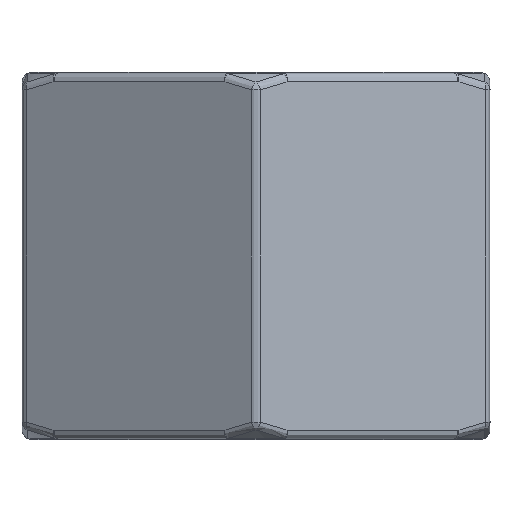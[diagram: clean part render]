
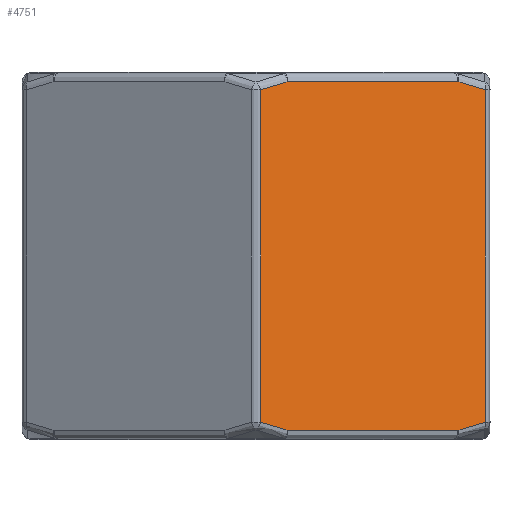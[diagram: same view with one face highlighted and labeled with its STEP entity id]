
A CAD part, left-side view. The second image highlights one B-rep face of the part: STEP entity #4751.
In plain terms, the highlighted planar face has unit normal (-0.866, -0.5, 0).
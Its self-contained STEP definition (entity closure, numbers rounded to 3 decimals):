
#278=B_SPLINE_CURVE_WITH_KNOTS('',3,(#7216,#7217,#7218,#7219,#7220,#7221,
#7222),.UNSPECIFIED.,.F.,.F.,(4,1,1,1,4),(0.,0.25,0.5,0.75,
1.),.UNSPECIFIED.);
#279=B_SPLINE_CURVE_WITH_KNOTS('',3,(#7228,#7229,#7230,#7231,#7232,#7233),
 .UNSPECIFIED.,.F.,.F.,(4,1,1,4),(0.,0.333,0.667,1.),
 .UNSPECIFIED.);
#280=B_SPLINE_CURVE_WITH_KNOTS('',3,(#7237,#7238,#7239,#7240,#7241,#7242,
#7243,#7244,#7245,#7246,#7247,#7248,#7249,#7250,#7251,#7252),
 .UNSPECIFIED.,.F.,.F.,(4,3,3,3,3,4),(0.,0.333,0.389,
0.667,0.814,1.),.UNSPECIFIED.);
#281=B_SPLINE_CURVE_WITH_KNOTS('',3,(#7257,#7258,#7259,#7260,#7261,#7262,
#7263,#7264,#7265,#7266,#7267,#7268,#7269,#7270,#7271,#7272,#7273,#7274,
#7275),.UNSPECIFIED.,.F.,.F.,(4,3,3,3,3,3,4),(0.,0.233,0.25,
0.5,0.75,0.777,1.),.UNSPECIFIED.);
#543=FACE_OUTER_BOUND('',#855,.T.);
#855=EDGE_LOOP('',(#3348,#3349,#3350,#3351,#3352,#3353,#3354,#3355));
#1223=LINE('',#7235,#1547);
#1224=LINE('',#7253,#1548);
#1225=LINE('',#7255,#1549);
#1226=LINE('',#7276,#1550);
#1547=VECTOR('',#5684,18.1);
#1548=VECTOR('',#5685,10.694);
#1549=VECTOR('',#5686,18.1);
#1550=VECTOR('',#5687,10.694);
#2121=VERTEX_POINT('',#7214);
#2122=VERTEX_POINT('',#7215);
#2123=VERTEX_POINT('',#7226);
#2124=VERTEX_POINT('',#7227);
#2125=VERTEX_POINT('',#7234);
#2126=VERTEX_POINT('',#7236);
#2127=VERTEX_POINT('',#7254);
#2128=VERTEX_POINT('',#7256);
#2593=EDGE_CURVE('',#2121,#2122,#278,.T.);
#2596=EDGE_CURVE('',#2123,#2124,#279,.T.);
#2597=EDGE_CURVE('',#2124,#2125,#1223,.T.);
#2598=EDGE_CURVE('',#2125,#2126,#280,.T.);
#2599=EDGE_CURVE('',#2126,#2121,#1224,.T.);
#2600=EDGE_CURVE('',#2127,#2122,#1225,.T.);
#2601=EDGE_CURVE('',#2127,#2128,#281,.T.);
#2602=EDGE_CURVE('',#2128,#2123,#1226,.T.);
#3348=ORIENTED_EDGE('',*,*,#2596,.T.);
#3349=ORIENTED_EDGE('',*,*,#2597,.T.);
#3350=ORIENTED_EDGE('',*,*,#2598,.T.);
#3351=ORIENTED_EDGE('',*,*,#2599,.T.);
#3352=ORIENTED_EDGE('',*,*,#2593,.T.);
#3353=ORIENTED_EDGE('',*,*,#2600,.F.);
#3354=ORIENTED_EDGE('',*,*,#2601,.T.);
#3355=ORIENTED_EDGE('',*,*,#2602,.T.);
#4660=PLANE('',#5119);
#4751=ADVANCED_FACE('',(#543),#4660,.T.);
#5119=AXIS2_PLACEMENT_3D('',#7225,#5682,#5683);
#5682=DIRECTION('center_axis',(-0.866,-0.5,0.));
#5683=DIRECTION('ref_axis',(0.5,-0.866,0.));
#5684=DIRECTION('',(0.,0.,-1.));
#5685=DIRECTION('',(0.5,-0.866,0.));
#5686=DIRECTION('',(0.,0.,-1.));
#5687=DIRECTION('',(-0.5,0.866,0.));
#7214=CARTESIAN_POINT('',(-8.368,-11.005,0.5));
#7215=CARTESIAN_POINT('',(-7.506,-12.5,0.95));
#7216=CARTESIAN_POINT('Ctrl Pts',(-8.368,-11.005,0.5));
#7217=CARTESIAN_POINT('Ctrl Pts',(-8.294,-11.134,0.534));
#7218=CARTESIAN_POINT('Ctrl Pts',(-8.149,-11.386,0.604));
#7219=CARTESIAN_POINT('Ctrl Pts',(-7.943,-11.743,0.709));
#7220=CARTESIAN_POINT('Ctrl Pts',(-7.734,-12.105,0.82));
#7221=CARTESIAN_POINT('Ctrl Pts',(-7.583,-12.366,0.905));
#7222=CARTESIAN_POINT('Ctrl Pts',(-7.506,-12.5,0.95));
#7225=CARTESIAN_POINT('Origin',(-14.722,0.,0.));
#7226=CARTESIAN_POINT('',(-13.715,-1.745,19.5));
#7227=CARTESIAN_POINT('',(-14.578,-0.25,19.05));
#7228=CARTESIAN_POINT('Ctrl Pts',(-13.715,-1.745,19.5));
#7229=CARTESIAN_POINT('Ctrl Pts',(-13.802,-1.593,19.46));
#7230=CARTESIAN_POINT('Ctrl Pts',(-13.983,-1.281,19.373));
#7231=CARTESIAN_POINT('Ctrl Pts',(-14.268,-0.788,19.225));
#7232=CARTESIAN_POINT('Ctrl Pts',(-14.472,-0.433,19.111));
#7233=CARTESIAN_POINT('Ctrl Pts',(-14.578,-0.25,19.05));
#7234=CARTESIAN_POINT('',(-14.578,-0.25,0.95));
#7235=CARTESIAN_POINT('',(-14.578,-0.25,19.05));
#7236=CARTESIAN_POINT('',(-13.715,-1.745,0.5));
#7237=CARTESIAN_POINT('Ctrl Pts',(-14.578,-0.25,
0.95));
#7238=CARTESIAN_POINT('Ctrl Pts',(-14.477,-0.425,
0.891));
#7239=CARTESIAN_POINT('Ctrl Pts',(-14.378,-0.597,0.836));
#7240=CARTESIAN_POINT('Ctrl Pts',(-14.282,-0.763,
0.784));
#7241=CARTESIAN_POINT('Ctrl Pts',(-14.266,-0.791,
0.776));
#7242=CARTESIAN_POINT('Ctrl Pts',(-14.25,-0.819,
0.767));
#7243=CARTESIAN_POINT('Ctrl Pts',(-14.234,-0.846,0.759));
#7244=CARTESIAN_POINT('Ctrl Pts',(-14.155,-0.983,
0.716));
#7245=CARTESIAN_POINT('Ctrl Pts',(-14.077,-1.117,0.676));
#7246=CARTESIAN_POINT('Ctrl Pts',(-13.999,-1.253,0.637));
#7247=CARTESIAN_POINT('Ctrl Pts',(-13.958,-1.325,0.616));
#7248=CARTESIAN_POINT('Ctrl Pts',(-13.916,-1.397,0.595));
#7249=CARTESIAN_POINT('Ctrl Pts',(-13.874,-1.47,0.575));
#7250=CARTESIAN_POINT('Ctrl Pts',(-13.821,-1.561,0.55));
#7251=CARTESIAN_POINT('Ctrl Pts',(-13.768,-1.653,0.524));
#7252=CARTESIAN_POINT('Ctrl Pts',(-13.715,-1.744,0.5));
#7253=CARTESIAN_POINT('',(-13.715,-1.744,0.5));
#7254=CARTESIAN_POINT('',(-7.506,-12.5,19.05));
#7255=CARTESIAN_POINT('',(-7.506,-12.5,19.05));
#7256=CARTESIAN_POINT('',(-8.368,-11.005,19.5));
#7257=CARTESIAN_POINT('Ctrl Pts',(-7.506,-12.5,19.05));
#7258=CARTESIAN_POINT('Ctrl Pts',(-7.571,-12.387,19.088));
#7259=CARTESIAN_POINT('Ctrl Pts',(-7.636,-12.275,19.125));
#7260=CARTESIAN_POINT('Ctrl Pts',(-7.7,-12.163,19.16));
#7261=CARTESIAN_POINT('Ctrl Pts',(-7.705,-12.155,19.163));
#7262=CARTESIAN_POINT('Ctrl Pts',(-7.71,-12.147,19.165));
#7263=CARTESIAN_POINT('Ctrl Pts',(-7.714,-12.138,19.168));
#7264=CARTESIAN_POINT('Ctrl Pts',(-7.783,-12.019,19.206));
#7265=CARTESIAN_POINT('Ctrl Pts',(-7.851,-11.902,19.243));
#7266=CARTESIAN_POINT('Ctrl Pts',(-7.922,-11.779,19.28));
#7267=CARTESIAN_POINT('Ctrl Pts',(-7.992,-11.657,19.317));
#7268=CARTESIAN_POINT('Ctrl Pts',(-8.066,-11.529,19.354));
#7269=CARTESIAN_POINT('Ctrl Pts',(-8.141,-11.4,19.391));
#7270=CARTESIAN_POINT('Ctrl Pts',(-8.149,-11.386,19.395));
#7271=CARTESIAN_POINT('Ctrl Pts',(-8.157,-11.372,19.399));
#7272=CARTESIAN_POINT('Ctrl Pts',(-8.165,-11.357,19.403));
#7273=CARTESIAN_POINT('Ctrl Pts',(-8.232,-11.242,19.436));
#7274=CARTESIAN_POINT('Ctrl Pts',(-8.299,-11.125,19.468));
#7275=CARTESIAN_POINT('Ctrl Pts',(-8.368,-11.005,19.5));
#7276=CARTESIAN_POINT('',(-8.368,-11.005,19.5));
